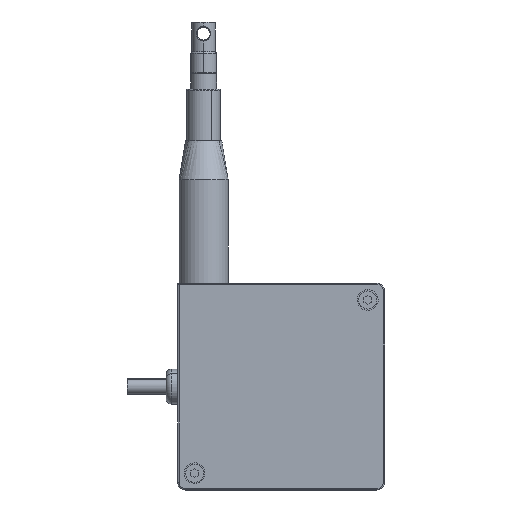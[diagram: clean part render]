
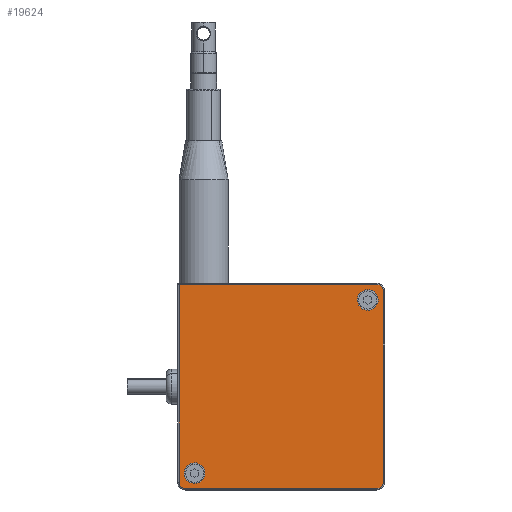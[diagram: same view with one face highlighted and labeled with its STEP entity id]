
A CAD part, front view. The second image highlights one B-rep face of the part: STEP entity #19624.
In plain terms, the highlighted planar face has unit normal (0, -1, 0).
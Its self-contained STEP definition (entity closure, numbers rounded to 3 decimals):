
#19137=CARTESIAN_POINT('Axis2P3D Location',(-33.5,-14.,33.5)) ;
#19141=CARTESIAN_POINT('Vertex',(-29.99,-14.,31.582)) ;
#19143=CARTESIAN_POINT('Vertex',(-37.01,-14.,35.418)) ;
#19163=CARTESIAN_POINT('Axis2P3D Location',(-33.5,-14.,33.5)) ;
#19217=CARTESIAN_POINT('Axis2P3D Location',(33.5,-14.,-33.5)) ;
#19221=CARTESIAN_POINT('Vertex',(29.99,-14.,-31.582)) ;
#19223=CARTESIAN_POINT('Vertex',(37.01,-14.,-35.418)) ;
#19243=CARTESIAN_POINT('Axis2P3D Location',(33.5,-14.,-33.5)) ;
#19553=CARTESIAN_POINT('Axis2P3D Location',(0.,-14.,0.)) ;
#19558=CARTESIAN_POINT('Line Origine',(1.25,-14.,39.5)) ;
#19562=CARTESIAN_POINT('Vertex',(-37.,-14.,39.5)) ;
#19564=CARTESIAN_POINT('Vertex',(39.5,-14.,39.5)) ;
#19567=CARTESIAN_POINT('Axis2P3D Location',(-37.,-14.,37.)) ;
#19571=CARTESIAN_POINT('Vertex',(-39.5,-14.,37.)) ;
#19574=CARTESIAN_POINT('Line Origine',(-39.5,-14.,0.)) ;
#19578=CARTESIAN_POINT('Vertex',(-39.5,-14.,-37.)) ;
#19581=CARTESIAN_POINT('Axis2P3D Location',(-37.,-14.,-37.)) ;
#19585=CARTESIAN_POINT('Vertex',(-37.,-14.,-39.5)) ;
#19588=CARTESIAN_POINT('Line Origine',(0.,-14.,-39.5)) ;
#19592=CARTESIAN_POINT('Vertex',(37.,-14.,-39.5)) ;
#19595=CARTESIAN_POINT('Axis2P3D Location',(37.,-14.,-37.)) ;
#19599=CARTESIAN_POINT('Vertex',(39.5,-14.,-37.)) ;
#19602=CARTESIAN_POINT('Line Origine',(39.5,-14.,1.25)) ;
#19138=DIRECTION('Axis2P3D Direction',(-0.,1.,0.)) ;
#19164=DIRECTION('Axis2P3D Direction',(-0.,1.,0.)) ;
#19218=DIRECTION('Axis2P3D Direction',(-0.,1.,0.)) ;
#19244=DIRECTION('Axis2P3D Direction',(-0.,1.,0.)) ;
#19554=DIRECTION('Axis2P3D Direction',(0.,1.,0.)) ;
#19555=DIRECTION('Axis2P3D XDirection',(0.,0.,1.)) ;
#19559=DIRECTION('Vector Direction',(-1.,0.,0.)) ;
#19568=DIRECTION('Axis2P3D Direction',(0.,1.,0.)) ;
#19575=DIRECTION('Vector Direction',(0.,0.,-1.)) ;
#19582=DIRECTION('Axis2P3D Direction',(0.,1.,0.)) ;
#19589=DIRECTION('Vector Direction',(1.,0.,0.)) ;
#19596=DIRECTION('Axis2P3D Direction',(0.,1.,0.)) ;
#19603=DIRECTION('Vector Direction',(0.,0.,1.)) ;
#19139=AXIS2_PLACEMENT_3D('Circle Axis2P3D',#19137,#19138,$) ;
#19165=AXIS2_PLACEMENT_3D('Circle Axis2P3D',#19163,#19164,$) ;
#19219=AXIS2_PLACEMENT_3D('Circle Axis2P3D',#19217,#19218,$) ;
#19245=AXIS2_PLACEMENT_3D('Circle Axis2P3D',#19243,#19244,$) ;
#19556=AXIS2_PLACEMENT_3D('Plane Axis2P3D',#19553,#19554,#19555) ;
#19569=AXIS2_PLACEMENT_3D('Circle Axis2P3D',#19567,#19568,$) ;
#19583=AXIS2_PLACEMENT_3D('Circle Axis2P3D',#19581,#19582,$) ;
#19597=AXIS2_PLACEMENT_3D('Circle Axis2P3D',#19595,#19596,$) ;
#19608=ORIENTED_EDGE('',*,*,#19566,.F.) ;
#19609=ORIENTED_EDGE('',*,*,#19573,.F.) ;
#19610=ORIENTED_EDGE('',*,*,#19580,.F.) ;
#19611=ORIENTED_EDGE('',*,*,#19587,.F.) ;
#19612=ORIENTED_EDGE('',*,*,#19594,.F.) ;
#19613=ORIENTED_EDGE('',*,*,#19601,.F.) ;
#19614=ORIENTED_EDGE('',*,*,#19606,.F.) ;
#19617=ORIENTED_EDGE('',*,*,#19247,.T.) ;
#19618=ORIENTED_EDGE('',*,*,#19225,.T.) ;
#19621=ORIENTED_EDGE('',*,*,#19167,.T.) ;
#19622=ORIENTED_EDGE('',*,*,#19145,.T.) ;
#19619=FACE_BOUND('',#19616,.T.) ;
#19623=FACE_BOUND('',#19620,.T.) ;
#19560=VECTOR('Line Direction',#19559,1.) ;
#19576=VECTOR('Line Direction',#19575,1.) ;
#19590=VECTOR('Line Direction',#19589,1.) ;
#19604=VECTOR('Line Direction',#19603,1.) ;
#19624=ADVANCED_FACE('\X2\96F64EF651E04F554F53\X0\',(#19615,#19619,#19623),#19557,.F.) ;
#19140=CIRCLE('generated circle',#19139,4.) ;
#19166=CIRCLE('generated circle',#19165,4.) ;
#19220=CIRCLE('generated circle',#19219,4.) ;
#19246=CIRCLE('generated circle',#19245,4.) ;
#19570=CIRCLE('generated circle',#19569,2.5) ;
#19584=CIRCLE('generated circle',#19583,2.5) ;
#19598=CIRCLE('generated circle',#19597,2.5) ;
#19145=EDGE_CURVE('',#19142,#19144,#19140,.T.) ;
#19167=EDGE_CURVE('',#19144,#19142,#19166,.T.) ;
#19225=EDGE_CURVE('',#19222,#19224,#19220,.T.) ;
#19247=EDGE_CURVE('',#19224,#19222,#19246,.T.) ;
#19566=EDGE_CURVE('',#19563,#19565,#19561,.F.) ;
#19573=EDGE_CURVE('',#19572,#19563,#19570,.T.) ;
#19580=EDGE_CURVE('',#19579,#19572,#19577,.F.) ;
#19587=EDGE_CURVE('',#19586,#19579,#19584,.T.) ;
#19594=EDGE_CURVE('',#19593,#19586,#19591,.F.) ;
#19601=EDGE_CURVE('',#19600,#19593,#19598,.T.) ;
#19606=EDGE_CURVE('',#19565,#19600,#19605,.F.) ;
#19607=EDGE_LOOP('',(#19608,#19609,#19610,#19611,#19612,#19613,#19614)) ;
#19616=EDGE_LOOP('',(#19617,#19618)) ;
#19620=EDGE_LOOP('',(#19621,#19622)) ;
#19615=FACE_OUTER_BOUND('',#19607,.T.) ;
#19561=LINE('Line',#19558,#19560) ;
#19577=LINE('Line',#19574,#19576) ;
#19591=LINE('Line',#19588,#19590) ;
#19605=LINE('Line',#19602,#19604) ;
#19557=PLANE('',#19556) ;
#19142=VERTEX_POINT('',#19141) ;
#19144=VERTEX_POINT('',#19143) ;
#19222=VERTEX_POINT('',#19221) ;
#19224=VERTEX_POINT('',#19223) ;
#19563=VERTEX_POINT('',#19562) ;
#19565=VERTEX_POINT('',#19564) ;
#19572=VERTEX_POINT('',#19571) ;
#19579=VERTEX_POINT('',#19578) ;
#19586=VERTEX_POINT('',#19585) ;
#19593=VERTEX_POINT('',#19592) ;
#19600=VERTEX_POINT('',#19599) ;
